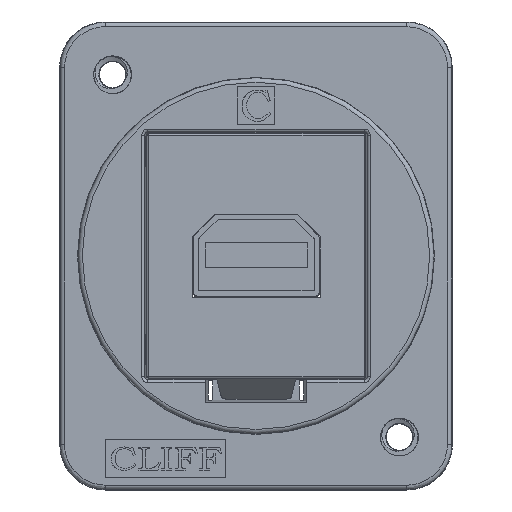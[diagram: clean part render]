
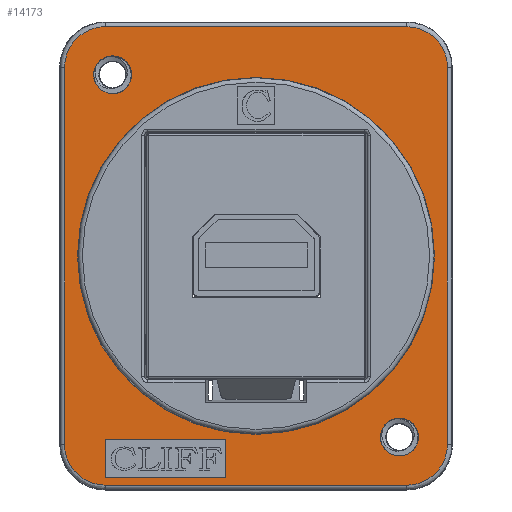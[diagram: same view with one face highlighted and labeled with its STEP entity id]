
A CAD part, top view. The second image highlights one B-rep face of the part: STEP entity #14173.
In plain terms, the highlighted planar face has unit normal (0, 0, 1).
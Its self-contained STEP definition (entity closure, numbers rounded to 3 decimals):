
#185=ELLIPSE('',#14950,2.7,2.7);
#186=ELLIPSE('',#14951,2.7,2.7);
#187=ELLIPSE('',#14952,2.7,2.7);
#188=ELLIPSE('',#14953,2.7,2.7);
#708=FACE_BOUND('',#2531,.T.);
#709=FACE_BOUND('',#2532,.T.);
#710=FACE_BOUND('',#2533,.T.);
#711=FACE_BOUND('',#2534,.T.);
#747=CIRCLE('',#14693,1.25);
#749=CIRCLE('',#14696,1.25);
#771=CIRCLE('',#14748,11.823);
#1819=FACE_OUTER_BOUND('',#2530,.T.);
#2530=EDGE_LOOP('',(#10721,#10722,#10723,#10724,#10725,#10726,#10727,#10728));
#2531=EDGE_LOOP('',(#10729));
#2532=EDGE_LOOP('',(#10730));
#2533=EDGE_LOOP('',(#10731,#10732,#10733,#10734));
#2534=EDGE_LOOP('',(#10735));
#3491=LINE('',#21128,#4934);
#3495=LINE('',#21136,#4938);
#3498=LINE('',#21142,#4941);
#3501=LINE('',#21147,#4944);
#3535=LINE('',#21252,#4978);
#3536=LINE('',#21256,#4979);
#3537=LINE('',#21260,#4980);
#3538=LINE('',#21263,#4981);
#4934=VECTOR('',#16469,2.5);
#4938=VECTOR('',#16475,8.);
#4941=VECTOR('',#16480,2.5);
#4944=VECTOR('',#16485,8.);
#4978=VECTOR('',#16579,24.965);
#4979=VECTOR('',#16582,19.965);
#4980=VECTOR('',#16585,24.965);
#4981=VECTOR('',#16588,19.965);
#5987=VERTEX_POINT('',#18740);
#5989=VERTEX_POINT('',#18746);
#6068=VERTEX_POINT('',#19085);
#6374=VERTEX_POINT('',#21126);
#6375=VERTEX_POINT('',#21127);
#6378=VERTEX_POINT('',#21135);
#6380=VERTEX_POINT('',#21141);
#6407=VERTEX_POINT('',#21248);
#6408=VERTEX_POINT('',#21249);
#6409=VERTEX_POINT('',#21251);
#6410=VERTEX_POINT('',#21253);
#6411=VERTEX_POINT('',#21255);
#6412=VERTEX_POINT('',#21257);
#6413=VERTEX_POINT('',#21259);
#6414=VERTEX_POINT('',#21261);
#7389=EDGE_CURVE('',#5987,#5987,#747,.T.);
#7392=EDGE_CURVE('',#5989,#5989,#749,.T.);
#7492=EDGE_CURVE('',#6068,#6068,#771,.T.);
#7978=EDGE_CURVE('',#6374,#6375,#3491,.T.);
#7982=EDGE_CURVE('',#6378,#6374,#3495,.T.);
#7985=EDGE_CURVE('',#6380,#6378,#3498,.T.);
#7988=EDGE_CURVE('',#6375,#6380,#3501,.T.);
#8035=EDGE_CURVE('',#6407,#6408,#185,.T.);
#8036=EDGE_CURVE('',#6409,#6407,#3535,.T.);
#8037=EDGE_CURVE('',#6410,#6409,#186,.T.);
#8038=EDGE_CURVE('',#6411,#6410,#3536,.T.);
#8039=EDGE_CURVE('',#6412,#6411,#187,.T.);
#8040=EDGE_CURVE('',#6413,#6412,#3537,.T.);
#8041=EDGE_CURVE('',#6414,#6413,#188,.T.);
#8042=EDGE_CURVE('',#6408,#6414,#3538,.T.);
#10721=ORIENTED_EDGE('',*,*,#8035,.F.);
#10722=ORIENTED_EDGE('',*,*,#8036,.F.);
#10723=ORIENTED_EDGE('',*,*,#8037,.F.);
#10724=ORIENTED_EDGE('',*,*,#8038,.F.);
#10725=ORIENTED_EDGE('',*,*,#8039,.F.);
#10726=ORIENTED_EDGE('',*,*,#8040,.F.);
#10727=ORIENTED_EDGE('',*,*,#8041,.F.);
#10728=ORIENTED_EDGE('',*,*,#8042,.F.);
#10729=ORIENTED_EDGE('',*,*,#7389,.T.);
#10730=ORIENTED_EDGE('',*,*,#7392,.T.);
#10731=ORIENTED_EDGE('',*,*,#7978,.T.);
#10732=ORIENTED_EDGE('',*,*,#7988,.T.);
#10733=ORIENTED_EDGE('',*,*,#7985,.T.);
#10734=ORIENTED_EDGE('',*,*,#7982,.T.);
#10735=ORIENTED_EDGE('',*,*,#7492,.T.);
#13605=PLANE('',#14949);
#14173=ADVANCED_FACE('',(#1819,#708,#709,#710,#711),#13605,.T.);
#14693=AXIS2_PLACEMENT_3D('',#18741,#15620,#15621);
#14696=AXIS2_PLACEMENT_3D('',#18747,#15627,#15628);
#14748=AXIS2_PLACEMENT_3D('',#19086,#15789,#15790);
#14949=AXIS2_PLACEMENT_3D('',#21247,#16575,#16576);
#14950=AXIS2_PLACEMENT_3D('',#21250,#16577,#16578);
#14951=AXIS2_PLACEMENT_3D('',#21254,#16580,#16581);
#14952=AXIS2_PLACEMENT_3D('',#21258,#16583,#16584);
#14953=AXIS2_PLACEMENT_3D('',#21262,#16586,#16587);
#15620=DIRECTION('center_axis',(0.,0.,
-1.));
#15621=DIRECTION('ref_axis',(-1.,0.,0.));
#15627=DIRECTION('center_axis',(0.,0.,
-1.));
#15628=DIRECTION('ref_axis',(-1.,0.,0.));
#15789=DIRECTION('center_axis',(0.,0.,
-1.));
#15790=DIRECTION('ref_axis',(-1.,0.,0.));
#16469=DIRECTION('',(0.,1.,0.));
#16475=DIRECTION('',(-1.,0.,0.));
#16480=DIRECTION('',(0.,-1.,0.));
#16485=DIRECTION('',(1.,0.,0.));
#16575=DIRECTION('center_axis',(0.,0.,
1.));
#16576=DIRECTION('ref_axis',(1.,0.,0.));
#16577=DIRECTION('center_axis',(0.,0.,
-1.));
#16578=DIRECTION('ref_axis',(-0.707,0.707,0.));
#16579=DIRECTION('',(0.,1.,0.));
#16580=DIRECTION('center_axis',(0.,0.,
-1.));
#16581=DIRECTION('ref_axis',(-0.707,-0.707,0.));
#16582=DIRECTION('',(-1.,0.,0.));
#16583=DIRECTION('center_axis',(0.,0.,
-1.));
#16584=DIRECTION('ref_axis',(0.707,-0.707,0.));
#16585=DIRECTION('',(0.,-1.,0.));
#16586=DIRECTION('center_axis',(0.,0.,
-1.));
#16587=DIRECTION('ref_axis',(0.707,0.707,0.));
#16588=DIRECTION('',(1.,0.,0.));
#18740=CARTESIAN_POINT('',(4.577,45.414,29.482));
#18741=CARTESIAN_POINT('Origin',(3.327,45.414,29.482));
#18746=CARTESIAN_POINT('',(23.577,21.414,29.482));
#18747=CARTESIAN_POINT('Origin',(22.327,21.414,29.482));
#19085=CARTESIAN_POINT('',(24.65,33.414,29.482));
#19086=CARTESIAN_POINT('Origin',(12.827,33.414,29.482));
#21126=CARTESIAN_POINT('',(2.827,18.731,29.482));
#21127=CARTESIAN_POINT('',(2.827,21.231,29.482));
#21128=CARTESIAN_POINT('',(2.827,26.073,29.482));
#21135=CARTESIAN_POINT('',(10.827,18.731,29.482));
#21136=CARTESIAN_POINT('',(11.827,18.731,29.482));
#21141=CARTESIAN_POINT('',(10.827,21.231,29.482));
#21142=CARTESIAN_POINT('',(10.827,27.323,29.482));
#21147=CARTESIAN_POINT('',(7.827,21.231,29.482));
#21247=CARTESIAN_POINT('Origin',(12.827,33.414,29.482));
#21248=CARTESIAN_POINT('',(0.144,45.897,29.482));
#21249=CARTESIAN_POINT('',(2.844,48.597,29.482));
#21250=CARTESIAN_POINT('Origin',(2.845,45.896,29.482));
#21251=CARTESIAN_POINT('',(0.144,20.931,29.482));
#21252=CARTESIAN_POINT('',(0.144,25.664,29.482));
#21253=CARTESIAN_POINT('',(2.844,18.231,29.482));
#21254=CARTESIAN_POINT('Origin',(2.845,20.932,29.482));
#21255=CARTESIAN_POINT('',(22.81,18.231,29.482));
#21256=CARTESIAN_POINT('',(19.327,18.231,29.482));
#21257=CARTESIAN_POINT('',(25.51,20.931,29.482));
#21258=CARTESIAN_POINT('Origin',(22.809,20.932,29.482));
#21259=CARTESIAN_POINT('',(25.51,45.897,29.482));
#21260=CARTESIAN_POINT('',(25.51,41.164,29.482));
#21261=CARTESIAN_POINT('',(22.81,48.597,29.482));
#21262=CARTESIAN_POINT('Origin',(22.809,45.896,29.482));
#21263=CARTESIAN_POINT('',(6.327,48.597,29.482));
